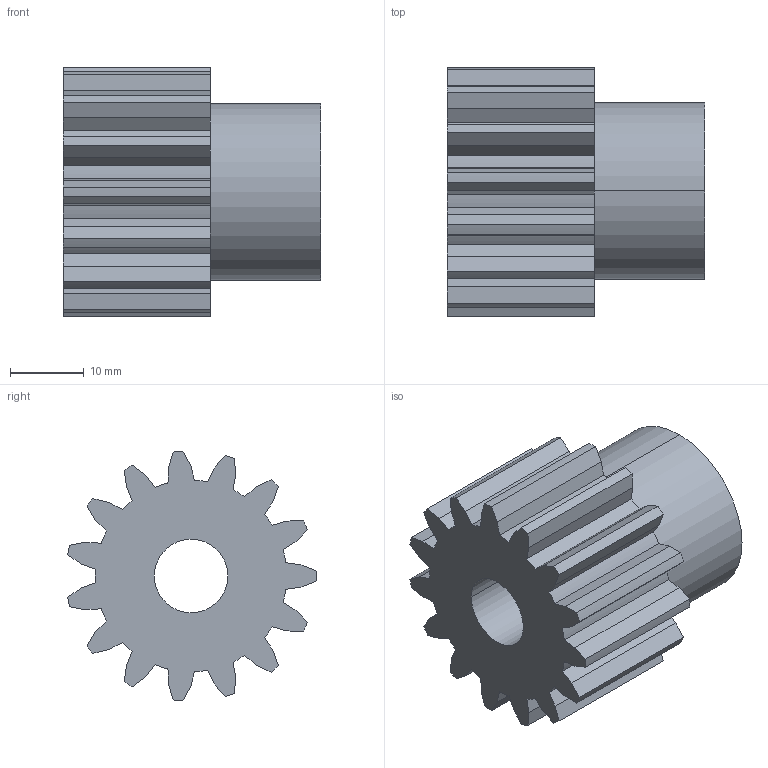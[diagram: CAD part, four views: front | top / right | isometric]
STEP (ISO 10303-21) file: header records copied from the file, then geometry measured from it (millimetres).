
FILE_DESCRIPTION( ( '' ), '1' );
FILE_NAME( 'M2_hart_23188115.stp', '2012-12-04T11:57:08', ( '' ), ( '' ), ' ', ' ', ' ' );
FILE_SCHEMA( ( 'CONFIG_CONTROL_DESIGN' ) );
Length unit declared in the file: millimetre
Products named in the file (1): 1
Bounding box: 35 x 33.75 x 33.93 mm (x, y, z)
Volume: 17969.7 mm3; surface area: 6993.5 mm2
Topology: 1 solids, 1 shells, 97 faces, 282 edges, 188 vertices
Faces by surface type: plane 63, cylinder 34
Entity records: 3252 total; most frequent: CARTESIAN_POINT 568, ORIENTED_EDGE 564, DIRECTION 546, EDGE_CURVE 282, LINE 214, VECTOR 214, VERTEX_POINT 188, AXIS2_PLACEMENT_3D 166
